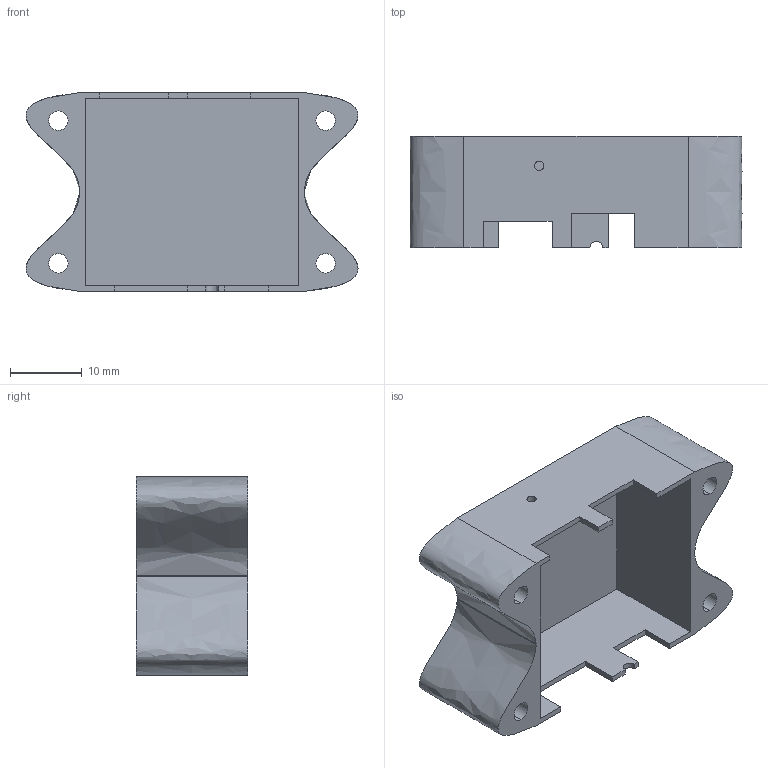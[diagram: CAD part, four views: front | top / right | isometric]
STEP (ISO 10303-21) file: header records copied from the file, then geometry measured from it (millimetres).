
FILE_DESCRIPTION (( 'STEP AP203' ), '1' );
FILE_NAME ('top.STEP', '2024-08-20T04:39:45', ( '' ), ( '' ), 'SwSTEP 2.0', 'SolidWorks 2024', '' );
FILE_SCHEMA (( 'CONFIG_CONTROL_DESIGN' ));
Length unit declared in the file: millimetre
Products named in the file (1): top
Bounding box: 46.2 x 15.5 x 27.65 mm (x, y, z)
Volume: 4983.8 mm3; surface area: 6335.4 mm2
Topology: 1 solids, 1 shells, 148 faces, 396 edges, 264 vertices
Faces by surface type: plane 87, bspline 42, cylinder 19
Entity records: 6803 total; most frequent: CARTESIAN_POINT 3251, ORIENTED_EDGE 792, DIRECTION 564, EDGE_CURVE 396, LINE 274, VECTOR 274, VERTEX_POINT 264, EDGE_LOOP 172
